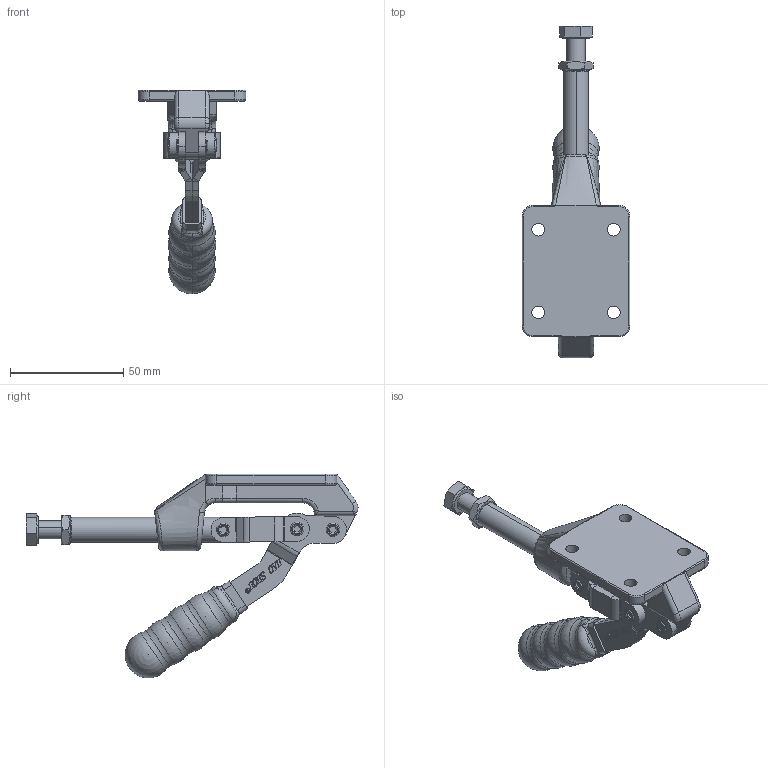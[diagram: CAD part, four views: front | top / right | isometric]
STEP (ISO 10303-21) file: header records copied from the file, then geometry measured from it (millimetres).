
FILE_DESCRIPTION (( 'STEP AP203' ), '1' );
FILE_NAME ('HS-36003M .STEP', '2019-09-05T08:43:59', ( '微软用户' ), ( '微软中国' ), 'SwSTEP 2.0', 'SolidWorks 2012', '' );
FILE_SCHEMA (( 'CONFIG_CONTROL_DESIGN' ));
Length unit declared in the file: millimetre
Products named in the file (12): HS-36003M ; 錨璃1; 2#忒參杶; hexagon head bolts-full thread gb_GB_FASTENER_BOLT_STBAB A M8X35-N; 种3; hex thin nuts-grades ab-chamfered gb_GB_FASTENER_NUT_STNAB M8-N; 挴裝; 种2; 种1; 忒梟衵; 蟀裝; 菁釱
Assembly tree (12 placements, depth 2):
  HS-36003M 
    菁釱
    蟀裝  x2
    忒梟衵
    种1
    种2
    挴裝
    hex thin nuts-grades ab-chamfered gb_GB_FASTENER_NUT_STNAB M8-N
    种3
    hexagon head bolts-full thread gb_GB_FASTENER_BOLT_STBAB A M8X35-N
    2#忒參杶
    錨璃1
Bounding box: 47.6 x 146.41 x 89.9 mm (x, y, z)
Volume: 64082.1 mm3; surface area: 33485.6 mm2
Topology: 13 solids, 13 shells, 831 faces, 2102 edges, 1317 vertices
Faces by surface type: plane 376, bspline 201, cylinder 149, torus 61, cone 32, sphere 12
Entity records: 35358 total; most frequent: CARTESIAN_POINT 16385, ORIENTED_EDGE 3968, DIRECTION 3122, EDGE_CURVE 1984, VERTEX_POINT 1257, LINE 1086, VECTOR 1086, AXIS2_PLACEMENT_3D 1018
